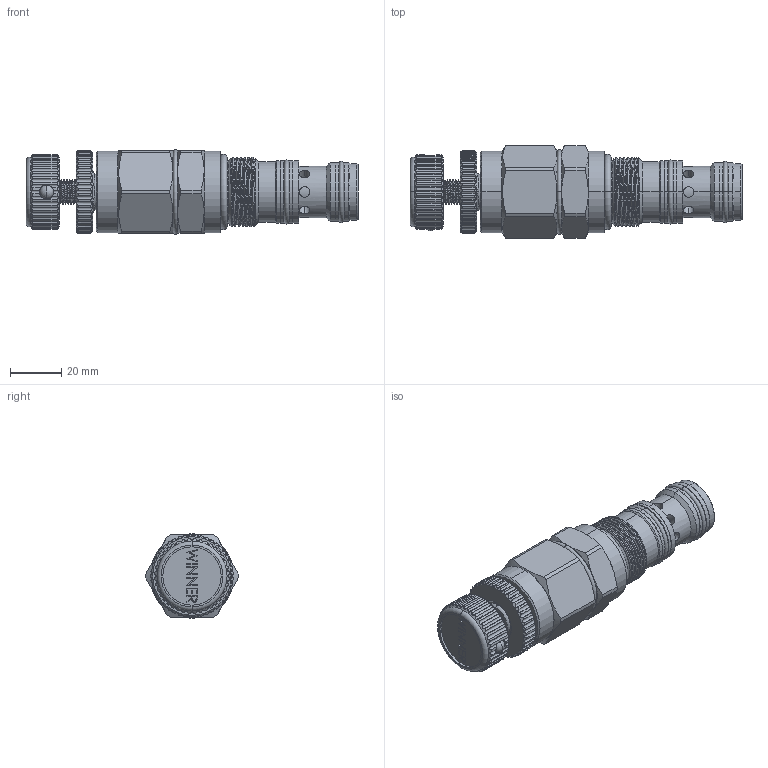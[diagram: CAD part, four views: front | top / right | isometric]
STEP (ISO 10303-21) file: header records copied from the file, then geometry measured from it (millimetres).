
FILE_DESCRIPTION (( 'STEP AP203' ), '1' );
FILE_NAME ('CA27M3D-L.STEP', '2024-05-22T00:28:19', ( '' ), ( '' ), 'SwSTEP 2.0', 'SolidWorks 2018', '' );
FILE_SCHEMA (( 'CONFIG_CONTROL_DESIGN' ));
Products named in the file (1): CA27M3D-L
Bounding box: 129.4 x 36.1 x 32.89 mm (x, y, z)
Volume: 79843.4 mm3; surface area: 20456.4 mm2
Topology: 4 solids, 4 shells, 850 faces, 2315 edges, 1494 vertices
Faces by surface type: cylinder 439, plane 189, cone 94, torus 72, bspline 54, sphere 2
Entity records: 60074 total; most frequent: CARTESIAN_POINT 40090, ORIENTED_EDGE 4594, DIRECTION 3688, EDGE_CURVE 2297, VERTEX_POINT 1494, AXIS2_PLACEMENT_3D 1437, EDGE_LOOP 895, FACE_OUTER_BOUND 850
